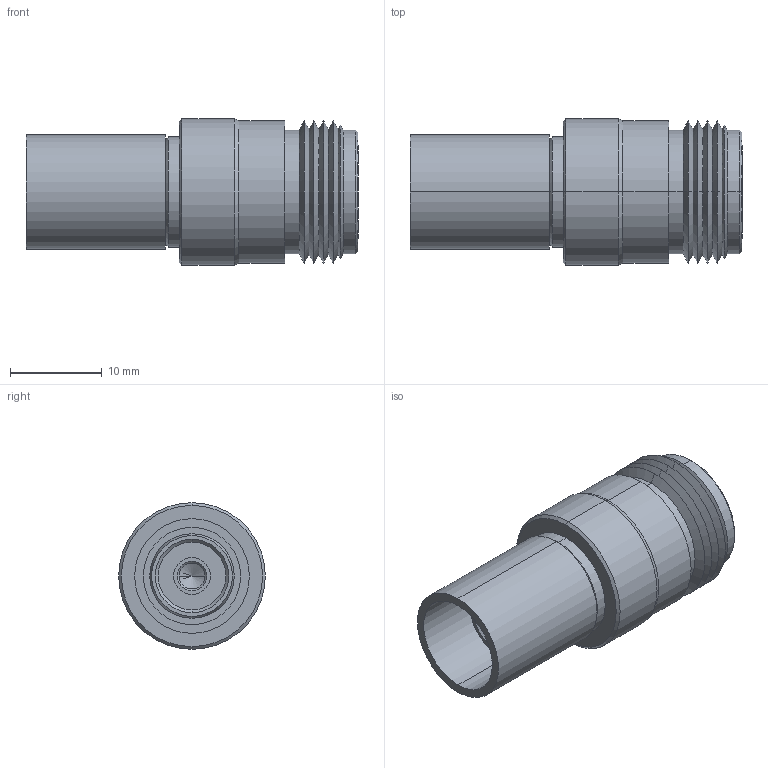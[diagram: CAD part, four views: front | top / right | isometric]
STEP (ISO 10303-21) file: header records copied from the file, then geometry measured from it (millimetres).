
FILE_DESCRIPTION (( 'STEP AP203' ), '1' );
FILE_NAME ('ARNJ-1404.STEP', '2013-08-09T14:12:53', ( 'x' ), ( '' ), 'SwSTEP 2.0', 'SolidWorks 2012', '' );
FILE_SCHEMA (( 'CONFIG_CONTROL_DESIGN' ));
Length unit declared in the file: inch
Products named in the file (4): ARNJ-1404; ARNJ-1404-MA3; ARNJ-1404-MA1; ARNJ-1404-MA2
Assembly tree (3 placements, depth 2):
  ARNJ-1404
    ARNJ-1404-MA1
    ARNJ-1404-MA2
    ARNJ-1404-MA3
Bounding box: 36.2 x 16 x 16 mm (x, y, z)
Volume: 3672.2 mm3; surface area: 3781.9 mm2
Topology: 3 solids, 3 shells, 100 faces, 204 edges, 118 vertices
Faces by surface type: cone 46, cylinder 38, plane 14, sphere 2
Entity records: 3090 total; most frequent: DIRECTION 516, CARTESIAN_POINT 498, ORIENTED_EDGE 404, AXIS2_PLACEMENT_3D 216, EDGE_CURVE 202, VERTEX_POINT 118, EDGE_LOOP 118, CIRCLE 110
